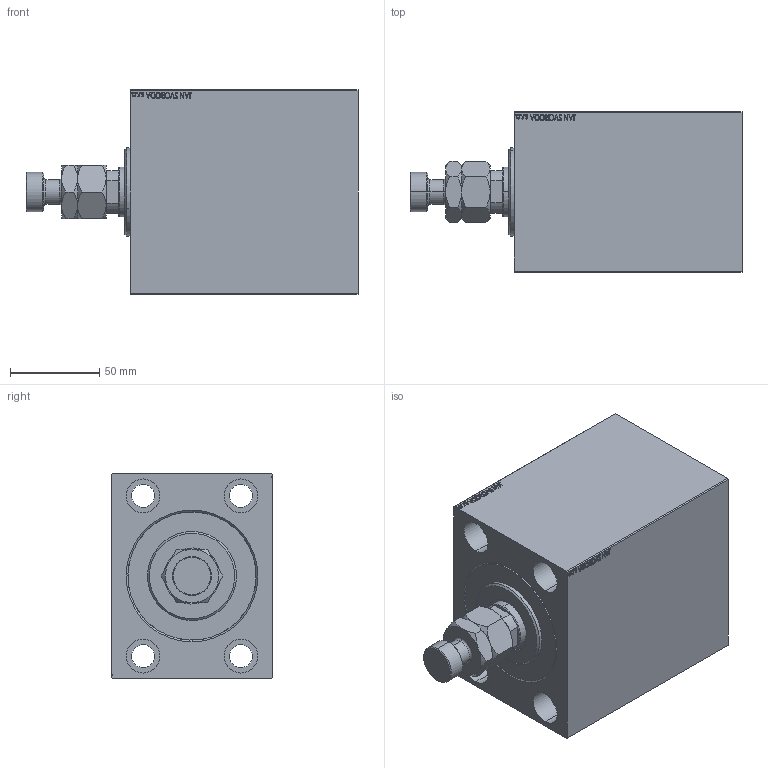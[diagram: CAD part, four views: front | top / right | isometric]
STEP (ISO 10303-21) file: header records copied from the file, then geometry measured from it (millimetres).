
FILE_DESCRIPTION (( 'STEP AP203' ), '1' );
FILE_NAME ('1b56.STEP', '2024-02-12T20:47:44', ( '' ), ( '' ), 'SwSTEP 2.0', 'SolidWorks 2019', '' );
FILE_SCHEMA (( 'CONFIG_CONTROL_DESIGN' ));
Length unit declared in the file: millimetre
Products named in the file (5): 1b56; V450CM_VC_B d89a0ff50ad6107d21022b75a18c595c; V450CM_C_Body d89a0ff50ad6107d21022b75a18c595c; V450CM_C_VCP d89a0ff50ad6107d21022b75a18c595c; MFA d89a0ff50ad6107d21022b75a18c595c
Assembly tree (4 placements, depth 2):
  1b56
    V450CM_C_Body d89a0ff50ad6107d21022b75a18c595c
    V450CM_C_VCP d89a0ff50ad6107d21022b75a18c595c
    V450CM_VC_B d89a0ff50ad6107d21022b75a18c595c
    MFA d89a0ff50ad6107d21022b75a18c595c
Bounding box: 186.5 x 90 x 115 mm (x, y, z)
Volume: 1138537.1 mm3; surface area: 160907.9 mm2
Topology: 4 solids, 4 shells, 912 faces, 2308 edges, 1519 vertices
Faces by surface type: plane 424, bspline 380, cylinder 62, cone 42, torus 4
Entity records: 45519 total; most frequent: CARTESIAN_POINT 25588, ORIENTED_EDGE 4612, DIRECTION 2738, EDGE_CURVE 2306, VERTEX_POINT 1519, VECTOR 1320, LINE 1320, EDGE_LOOP 1041
